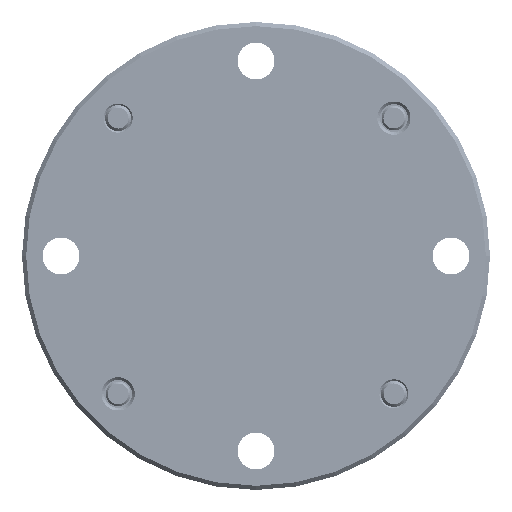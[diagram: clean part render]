
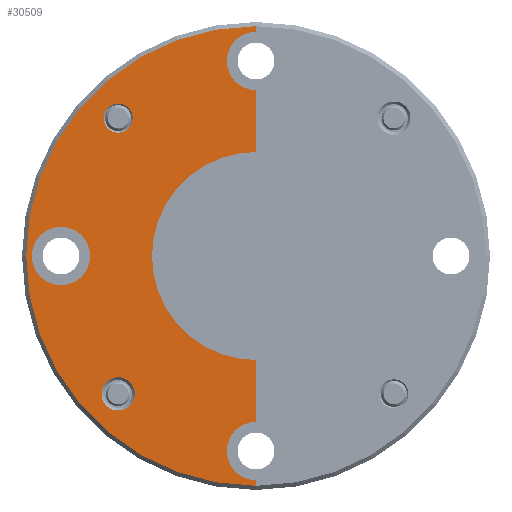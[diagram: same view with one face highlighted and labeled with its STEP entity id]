
A CAD part, left-side view. The second image highlights one B-rep face of the part: STEP entity #30509.
In plain terms, the highlighted planar face has unit normal (-1, 0, 0).
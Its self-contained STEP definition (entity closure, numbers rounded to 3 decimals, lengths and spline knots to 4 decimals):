
#81 = EDGE_CURVE ( 'NONE', #72623, #4521, #60137, .T. ) ;
#838 = DIRECTION ( 'NONE',  ( 0., 0., 1. ) ) ;
#1712 = DIRECTION ( 'NONE',  ( 0., 0., 1. ) ) ;
#1863 = CIRCLE ( 'NONE', #11416, 0.07 ) ;
#1937 = ORIENTED_EDGE ( 'NONE', *, *, #40233, .T. ) ;
#3027 = EDGE_CURVE ( 'NONE', #61114, #26589, #39546, .T. ) ;
#4186 = DIRECTION ( 'NONE',  ( -1., 0., 0. ) ) ;
#4521 = VERTEX_POINT ( 'NONE', #10605 ) ;
#4733 = DIRECTION ( 'NONE',  ( 0., 0., 1. ) ) ;
#5054 = DIRECTION ( 'NONE',  ( 0., 0., 1. ) ) ;
#5167 = VECTOR ( 'NONE', #5054, 39.3701 ) ;
#6251 = ORIENTED_EDGE ( 'NONE', *, *, #53009, .F. ) ;
#6774 = FACE_BOUND ( 'NONE', #69452, .T. ) ;
#7038 = ORIENTED_EDGE ( 'NONE', *, *, #16825, .T. ) ;
#7325 = VERTEX_POINT ( 'NONE', #41712 ) ;
#10605 = CARTESIAN_POINT ( 'NONE',  ( 0.03, -0.112, -0.306 ) ) ;
#11002 = LINE ( 'NONE', #36280, #5167 ) ;
#11009 = EDGE_CURVE ( 'NONE', #72623, #17629, #78698, .T. ) ;
#11416 = AXIS2_PLACEMENT_3D ( 'NONE', #47341, #4186, #4733 ) ;
#11706 = EDGE_LOOP ( 'NONE', ( #1937, #7038, #16569, #54356, #46555, #64611, #53319, #56503 ) ) ;
#12427 = AXIS2_PLACEMENT_3D ( 'NONE', #56889, #57147, #62889 ) ;
#12509 = CARTESIAN_POINT ( 'NONE',  ( 0.03, -0.112, -0.056 ) ) ;
#12696 = CARTESIAN_POINT ( 'NONE',  ( 0.03, -0.112, 0.194 ) ) ;
#14330 = DIRECTION ( 'NONE',  ( -1., 0., 0. ) ) ;
#15481 = CARTESIAN_POINT ( 'NONE',  ( 0.03, -0.112, -0.056 ) ) ;
#16517 = EDGE_CURVE ( 'NONE', #44077, #80222, #31632, .T. ) ;
#16569 = ORIENTED_EDGE ( 'NONE', *, *, #57926, .T. ) ;
#16825 = EDGE_CURVE ( 'NONE', #30827, #35775, #63607, .T. ) ;
#17372 = AXIS2_PLACEMENT_3D ( 'NONE', #55275, #60977, #23773 ) ;
#17629 = VERTEX_POINT ( 'NONE', #40320 ) ;
#19246 = DIRECTION ( 'NONE',  ( 0., 0., 1. ) ) ;
#19794 = DIRECTION ( 'NONE',  ( -1., 0., 0. ) ) ;
#21344 = CARTESIAN_POINT ( 'NONE',  ( 0.03, 0.2195, 0.2755 ) ) ;
#22269 = VERTEX_POINT ( 'NONE', #56654 ) ;
#23479 = DIRECTION ( 'NONE',  ( -1., 0., 0. ) ) ;
#23773 = DIRECTION ( 'NONE',  ( 0., 0., 1. ) ) ;
#24975 = CARTESIAN_POINT ( 'NONE',  ( 0.03, 0.2195, -0.4275 ) ) ;
#25440 = VERTEX_POINT ( 'NONE', #28855 ) ;
#25898 = CARTESIAN_POINT ( 'NONE',  ( 0.03, 0.3567, -0.056 ) ) ;
#26468 = VECTOR ( 'NONE', #838, 39.3701 ) ;
#26589 = VERTEX_POINT ( 'NONE', #29460 ) ;
#27940 = DIRECTION ( 'NONE',  ( -1., 0., 0. ) ) ;
#28270 = ORIENTED_EDGE ( 'NONE', *, *, #50765, .F. ) ;
#28855 = CARTESIAN_POINT ( 'NONE',  ( 0.03, 0.3567, -0.126 ) ) ;
#28984 = VECTOR ( 'NONE', #74667, 39.3701 ) ;
#29460 = CARTESIAN_POINT ( 'NONE',  ( 0.03, -0.112, 0.3427 ) ) ;
#30019 = EDGE_CURVE ( 'NONE', #7325, #25440, #37016, .T. ) ;
#30366 = LINE ( 'NONE', #56976, #26468 ) ;
#30509 = ADVANCED_FACE ( 'NONE', ( #6774, #70838, #59271, #39798 ), #38281, .T. ) ;
#30827 = VERTEX_POINT ( 'NONE', #35550 ) ;
#31632 = CIRCLE ( 'NONE', #12427, 0.04 ) ;
#32178 = CIRCLE ( 'NONE', #71568, 0.035 ) ;
#32548 = AXIS2_PLACEMENT_3D ( 'NONE', #15481, #27940, #77561 ) ;
#34449 = CARTESIAN_POINT ( 'NONE',  ( 0.03, -0.112, 0.4828 ) ) ;
#35550 = CARTESIAN_POINT ( 'NONE',  ( 0.03, -0.112, 0.4965 ) ) ;
#35775 = VERTEX_POINT ( 'NONE', #46248 ) ;
#35777 = DIRECTION ( 'NONE',  ( 0., 0., 1. ) ) ;
#36098 = CARTESIAN_POINT ( 'NONE',  ( 0.03, 0.2195, -0.3475 ) ) ;
#36280 = CARTESIAN_POINT ( 'NONE',  ( 0.03, -0.112, -0.056 ) ) ;
#36975 = ORIENTED_EDGE ( 'NONE', *, *, #30019, .F. ) ;
#37016 = CIRCLE ( 'NONE', #67471, 0.07 ) ;
#38281 = PLANE ( 'NONE',  #75321 ) ;
#39546 = LINE ( 'NONE', #69602, #54064 ) ;
#39798 = FACE_BOUND ( 'NONE', #69643, .T. ) ;
#40233 = EDGE_CURVE ( 'NONE', #45145, #30827, #30366, .T. ) ;
#40320 = CARTESIAN_POINT ( 'NONE',  ( 0.03, -0.112, -0.5948 ) ) ;
#41712 = CARTESIAN_POINT ( 'NONE',  ( 0.03, 0.3567, 0.014 ) ) ;
#42063 = VERTEX_POINT ( 'NONE', #53581 ) ;
#42377 = CARTESIAN_POINT ( 'NONE',  ( 0.03, -0.112, -0.056 ) ) ;
#42744 = EDGE_CURVE ( 'NONE', #80222, #44077, #57364, .T. ) ;
#42982 = EDGE_CURVE ( 'NONE', #61114, #4521, #53468, .T. ) ;
#43240 = CARTESIAN_POINT ( 'NONE',  ( 0.03, -0.112, -0.056 ) ) ;
#43449 = DIRECTION ( 'NONE',  ( -1., 0., 0. ) ) ;
#44077 = VERTEX_POINT ( 'NONE', #36098 ) ;
#44150 = DIRECTION ( 'NONE',  ( 0., 0., 1. ) ) ;
#44261 = AXIS2_PLACEMENT_3D ( 'NONE', #72855, #23479, #48727 ) ;
#45145 = VERTEX_POINT ( 'NONE', #34449 ) ;
#46248 = CARTESIAN_POINT ( 'NONE',  ( 0.03, -0.112, -0.6085 ) ) ;
#46555 = ORIENTED_EDGE ( 'NONE', *, *, #81, .T. ) ;
#47156 = CARTESIAN_POINT ( 'NONE',  ( 0.03, -0.112, 0.4128 ) ) ;
#47341 = CARTESIAN_POINT ( 'NONE',  ( 0.03, 0.3567, -0.056 ) ) ;
#48727 = DIRECTION ( 'NONE',  ( 0., 0., 1. ) ) ;
#50765 = EDGE_CURVE ( 'NONE', #22269, #42063, #32178, .T. ) ;
#51366 = ORIENTED_EDGE ( 'NONE', *, *, #16517, .F. ) ;
#53009 = EDGE_CURVE ( 'NONE', #25440, #7325, #1863, .T. ) ;
#53319 = ORIENTED_EDGE ( 'NONE', *, *, #3027, .T. ) ;
#53361 = DIRECTION ( 'NONE',  ( -1., 0., 0. ) ) ;
#53468 = CIRCLE ( 'NONE', #32548, 0.25 ) ;
#53581 = CARTESIAN_POINT ( 'NONE',  ( 0.03, 0.2195, 0.2405 ) ) ;
#53903 = CIRCLE ( 'NONE', #17372, 0.035 ) ;
#54064 = VECTOR ( 'NONE', #44150, 39.3701 ) ;
#54356 = ORIENTED_EDGE ( 'NONE', *, *, #11009, .F. ) ;
#55275 = CARTESIAN_POINT ( 'NONE',  ( 0.03, 0.2195, 0.2755 ) ) ;
#55418 = EDGE_LOOP ( 'NONE', ( #51366, #63122 ) ) ;
#56416 = AXIS2_PLACEMENT_3D ( 'NONE', #75438, #19794, #56971 ) ;
#56503 = ORIENTED_EDGE ( 'NONE', *, *, #75044, .F. ) ;
#56527 = DIRECTION ( 'NONE',  ( -1., 0., 0. ) ) ;
#56654 = CARTESIAN_POINT ( 'NONE',  ( 0.03, 0.2195, 0.3105 ) ) ;
#56889 = CARTESIAN_POINT ( 'NONE',  ( 0.03, 0.2195, -0.3875 ) ) ;
#56971 = DIRECTION ( 'NONE',  ( 0., 0., 1. ) ) ;
#56976 = CARTESIAN_POINT ( 'NONE',  ( 0.03, -0.112, -0.056 ) ) ;
#57147 = DIRECTION ( 'NONE',  ( -1., 0., 0. ) ) ;
#57364 = CIRCLE ( 'NONE', #56416, 0.04 ) ;
#57926 = EDGE_CURVE ( 'NONE', #35775, #17629, #11002, .T. ) ;
#59271 = FACE_OUTER_BOUND ( 'NONE', #11706, .T. ) ;
#60137 = LINE ( 'NONE', #43240, #28984 ) ;
#60571 = DIRECTION ( 'NONE',  ( 0., 0., 1. ) ) ;
#60977 = DIRECTION ( 'NONE',  ( -1., 0., 0. ) ) ;
#61114 = VERTEX_POINT ( 'NONE', #12696 ) ;
#62889 = DIRECTION ( 'NONE',  ( 0., 0., 1. ) ) ;
#63122 = ORIENTED_EDGE ( 'NONE', *, *, #42744, .F. ) ;
#63607 = CIRCLE ( 'NONE', #73223, 0.5525 ) ;
#64247 = DIRECTION ( 'NONE',  ( 0., 0., 1. ) ) ;
#64611 = ORIENTED_EDGE ( 'NONE', *, *, #42982, .F. ) ;
#66139 = ORIENTED_EDGE ( 'NONE', *, *, #75157, .F. ) ;
#66674 = AXIS2_PLACEMENT_3D ( 'NONE', #47156, #53361, #35777 ) ;
#67442 = CIRCLE ( 'NONE', #66674, 0.07 ) ;
#67471 = AXIS2_PLACEMENT_3D ( 'NONE', #25898, #56527, #1712 ) ;
#69452 = EDGE_LOOP ( 'NONE', ( #28270, #66139 ) ) ;
#69602 = CARTESIAN_POINT ( 'NONE',  ( 0.03, -0.112, -0.056 ) ) ;
#69643 = EDGE_LOOP ( 'NONE', ( #36975, #6251 ) ) ;
#70838 = FACE_BOUND ( 'NONE', #55418, .T. ) ;
#71493 = CARTESIAN_POINT ( 'NONE',  ( 0.03, -0.112, -0.4548 ) ) ;
#71568 = AXIS2_PLACEMENT_3D ( 'NONE', #21344, #14330, #64247 ) ;
#72623 = VERTEX_POINT ( 'NONE', #71493 ) ;
#72855 = CARTESIAN_POINT ( 'NONE',  ( 0.03, -0.112, -0.5248 ) ) ;
#73223 = AXIS2_PLACEMENT_3D ( 'NONE', #42377, #79730, #60571 ) ;
#74667 = DIRECTION ( 'NONE',  ( 0., 0., 1. ) ) ;
#75044 = EDGE_CURVE ( 'NONE', #45145, #26589, #67442, .T. ) ;
#75157 = EDGE_CURVE ( 'NONE', #42063, #22269, #53903, .T. ) ;
#75321 = AXIS2_PLACEMENT_3D ( 'NONE', #12509, #43449, #19246 ) ;
#75438 = CARTESIAN_POINT ( 'NONE',  ( 0.03, 0.2195, -0.3875 ) ) ;
#77561 = DIRECTION ( 'NONE',  ( 0., 0., 1. ) ) ;
#78698 = CIRCLE ( 'NONE', #44261, 0.07 ) ;
#79730 = DIRECTION ( 'NONE',  ( -1., 0., 0. ) ) ;
#80222 = VERTEX_POINT ( 'NONE', #24975 ) ;
